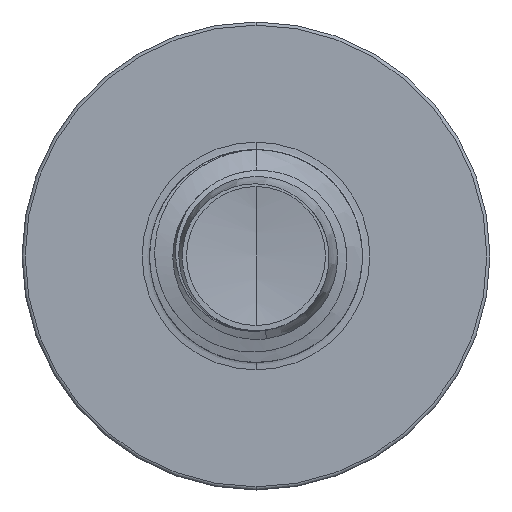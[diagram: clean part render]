
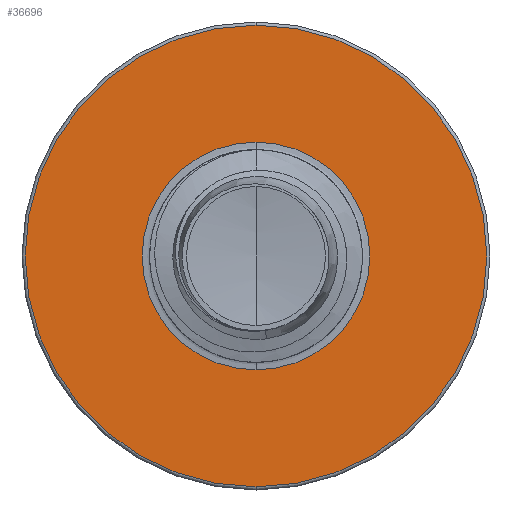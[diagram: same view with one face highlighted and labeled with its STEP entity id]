
A CAD part, front view. The second image highlights one B-rep face of the part: STEP entity #36696.
In plain terms, the highlighted planar face has unit normal (0, -1, 0).
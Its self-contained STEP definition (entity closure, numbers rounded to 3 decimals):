
#1842 = ORIENTED_EDGE ( 'NONE', *, *, #32468, .F. ) ;
#1900 = CARTESIAN_POINT ( 'NONE',  ( 0., 20., 0. ) ) ;
#1943 = AXIS2_PLACEMENT_3D ( 'NONE', #5894, #28199, #9524 ) ;
#5024 = EDGE_LOOP ( 'NONE', ( #22852, #1842 ) ) ;
#5595 = DIRECTION ( 'NONE',  ( 0., 0., 1. ) ) ;
#5894 = CARTESIAN_POINT ( 'NONE',  ( 0., 20., 0. ) ) ;
#6232 = AXIS2_PLACEMENT_3D ( 'NONE', #31945, #14228, #34459 ) ;
#6886 = FACE_BOUND ( 'NONE', #22019, .T. ) ;
#7298 = DIRECTION ( 'NONE',  ( 0., 0., 1. ) ) ;
#7604 = AXIS2_PLACEMENT_3D ( 'NONE', #1900, #25184, #5595 ) ;
#9524 = DIRECTION ( 'NONE',  ( 0., 0., 1. ) ) ;
#14228 = DIRECTION ( 'NONE',  ( 0., 1., 0. ) ) ;
#15779 = CIRCLE ( 'NONE', #7604, 2.677 ) ;
#15979 = VERTEX_POINT ( 'NONE', #31639 ) ;
#16045 = DIRECTION ( 'NONE',  ( 0., 1., 0. ) ) ;
#16255 = CIRCLE ( 'NONE', #1943, 5.425 ) ;
#18022 = CARTESIAN_POINT ( 'NONE',  ( 0., 20., 2.677 ) ) ;
#18329 = CIRCLE ( 'NONE', #6232, 2.677 ) ;
#20723 = CARTESIAN_POINT ( 'NONE',  ( 0., 20., -2.677 ) ) ;
#21322 = VERTEX_POINT ( 'NONE', #36429 ) ;
#22019 = EDGE_LOOP ( 'NONE', ( #31349, #25756 ) ) ;
#22597 = VERTEX_POINT ( 'NONE', #18022 ) ;
#22852 = ORIENTED_EDGE ( 'NONE', *, *, #27728, .F. ) ;
#23085 = EDGE_CURVE ( 'NONE', #22597, #15979, #15779, .T. ) ;
#24418 = CIRCLE ( 'NONE', #30370, 5.425 ) ;
#24547 = EDGE_CURVE ( 'NONE', #15979, #22597, #18329, .T. ) ;
#25184 = DIRECTION ( 'NONE',  ( 0., 1., 0. ) ) ;
#25756 = ORIENTED_EDGE ( 'NONE', *, *, #24547, .T. ) ;
#26430 = DIRECTION ( 'NONE',  ( 0., 1., 0. ) ) ;
#27728 = EDGE_CURVE ( 'NONE', #32726, #21322, #16255, .T. ) ;
#28199 = DIRECTION ( 'NONE',  ( 0., 1., 0. ) ) ;
#30370 = AXIS2_PLACEMENT_3D ( 'NONE', #33363, #16045, #35727 ) ;
#31349 = ORIENTED_EDGE ( 'NONE', *, *, #23085, .T. ) ;
#31639 = CARTESIAN_POINT ( 'NONE',  ( 0., 20., -2.677 ) ) ;
#31695 = FACE_OUTER_BOUND ( 'NONE', #5024, .T. ) ;
#31945 = CARTESIAN_POINT ( 'NONE',  ( 0., 20., 0. ) ) ;
#32468 = EDGE_CURVE ( 'NONE', #21322, #32726, #24418, .T. ) ;
#32726 = VERTEX_POINT ( 'NONE', #33810 ) ;
#33363 = CARTESIAN_POINT ( 'NONE',  ( 0., 20., 0. ) ) ;
#33810 = CARTESIAN_POINT ( 'NONE',  ( 0., 20., 5.425 ) ) ;
#34459 = DIRECTION ( 'NONE',  ( 0., 0., 1. ) ) ;
#34474 = PLANE ( 'NONE',  #38568 ) ;
#35727 = DIRECTION ( 'NONE',  ( 0., 0., 1. ) ) ;
#36429 = CARTESIAN_POINT ( 'NONE',  ( 0., 20., -5.425 ) ) ;
#36696 = ADVANCED_FACE ( 'NONE', ( #31695, #6886 ), #34474, .F. ) ;
#38568 = AXIS2_PLACEMENT_3D ( 'NONE', #20723, #26430, #7298 ) ;
